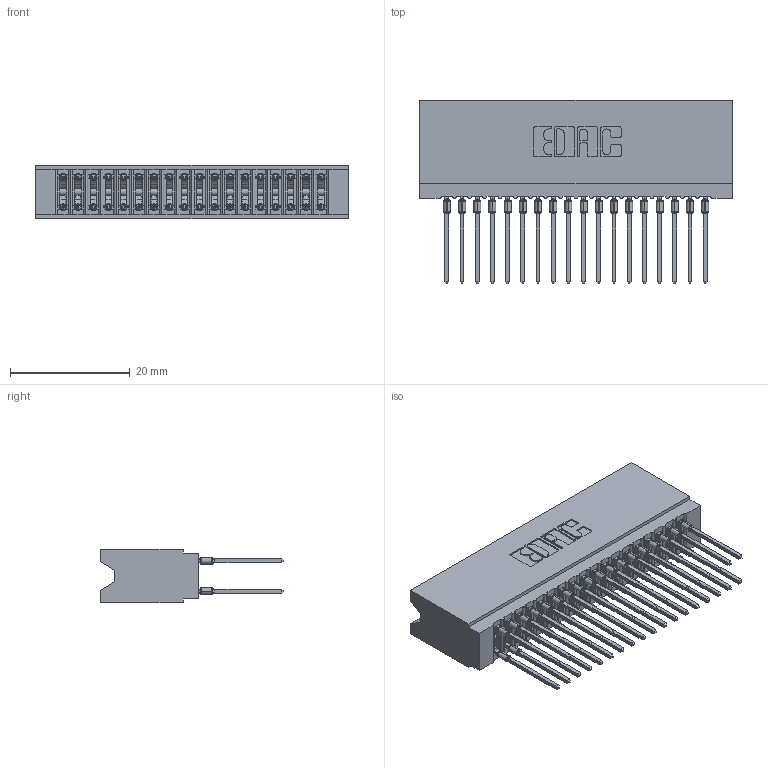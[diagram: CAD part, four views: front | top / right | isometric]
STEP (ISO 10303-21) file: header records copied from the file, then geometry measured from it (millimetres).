
FILE_DESCRIPTION (( 'STEP AP203' ), '1' );
FILE_NAME ('745-036-540-206.STEP', '2026-02-26T17:18:51', ( '' ), ( '' ), 'SwSTEP 2.0', 'SolidWorks 2023', '' );
FILE_SCHEMA (( 'CONFIG_CONTROL_DESIGN' ));
Length unit declared in the file: millimetre
Products named in the file (3): 745-292-001_540; 745 Part_Insulator Option - 06; 745-036-540-206
Assembly tree (37 placements, depth 2):
  745-036-540-206
    745 Part_Insulator Option - 06
    745-292-001_540  x36
Bounding box: 52.32 x 30.62 x 8.89 mm (x, y, z)
Volume: 4941.1 mm3; surface area: 9932 mm2
Topology: 37 solids, 37 shells, 3318 faces, 8918 edges, 5608 vertices
Faces by surface type: plane 1712, bspline 720, cylinder 670, torus 216
Entity records: 33600 total; most frequent: CARTESIAN_POINT 6338, ORIENTED_EDGE 5726, DIRECTION 5023, EDGE_CURVE 2863, LINE 2573, VECTOR 2573, VERTEX_POINT 1828, AXIS2_PLACEMENT_3D 1225
